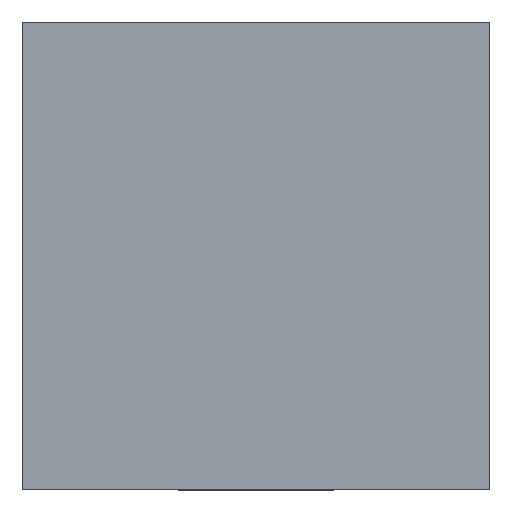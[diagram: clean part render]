
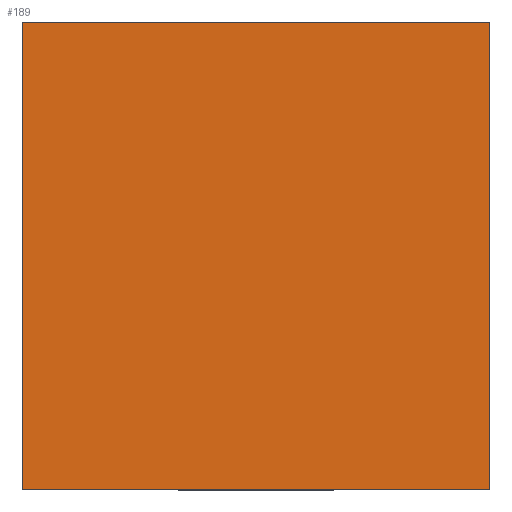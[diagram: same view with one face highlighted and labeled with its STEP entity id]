
A CAD part, top view. The second image highlights one B-rep face of the part: STEP entity #189.
In plain terms, the highlighted planar face has unit normal (0, 0, 1).
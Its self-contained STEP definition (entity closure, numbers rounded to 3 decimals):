
#32=ORIENTED_EDGE('',*,*,#78,.T.);
#33=ORIENTED_EDGE('',*,*,#79,.F.);
#34=ORIENTED_EDGE('',*,*,#80,.F.);
#35=ORIENTED_EDGE('',*,*,#76,.T.);
#76=EDGE_CURVE('',#99,#98,#116,.T.);
#78=EDGE_CURVE('',#98,#100,#118,.T.);
#79=EDGE_CURVE('',#101,#100,#119,.T.);
#80=EDGE_CURVE('',#99,#101,#120,.T.);
#98=VERTEX_POINT('',#283);
#99=VERTEX_POINT('',#285);
#100=VERTEX_POINT('',#289);
#101=VERTEX_POINT('',#291);
#116=LINE('',#284,#140);
#118=LINE('',#288,#142);
#119=LINE('',#290,#143);
#120=LINE('',#292,#144);
#140=VECTOR('',#235,1000.);
#142=VECTOR('',#239,1000.);
#143=VECTOR('',#240,1000.);
#144=VECTOR('',#241,1000.);
#159=EDGE_LOOP('',(#32,#33,#34,#35));
#169=FACE_BOUND('',#159,.T.);
#179=PLANE('',#212);
#189=ADVANCED_FACE('',(#169),#179,.F.);
#212=AXIS2_PLACEMENT_3D('',#287,#237,#238);
#235=DIRECTION('',(0.,1.,0.));
#237=DIRECTION('',(0.,0.,-1.));
#238=DIRECTION('',(-1.,0.,0.));
#239=DIRECTION('',(-1.,0.,0.));
#240=DIRECTION('',(0.,1.,0.));
#241=DIRECTION('',(-1.,0.,0.));
#283=CARTESIAN_POINT('',(60.,0.,2.5));
#284=CARTESIAN_POINT('',(60.,-120.,2.5));
#285=CARTESIAN_POINT('',(60.,-120.,2.5));
#287=CARTESIAN_POINT('',(60.,-120.,2.5));
#288=CARTESIAN_POINT('',(60.,0.,2.5));
#289=CARTESIAN_POINT('',(-60.,0.,2.5));
#290=CARTESIAN_POINT('',(-60.,-120.,2.5));
#291=CARTESIAN_POINT('',(-60.,-120.,2.5));
#292=CARTESIAN_POINT('',(60.,-120.,2.5));
